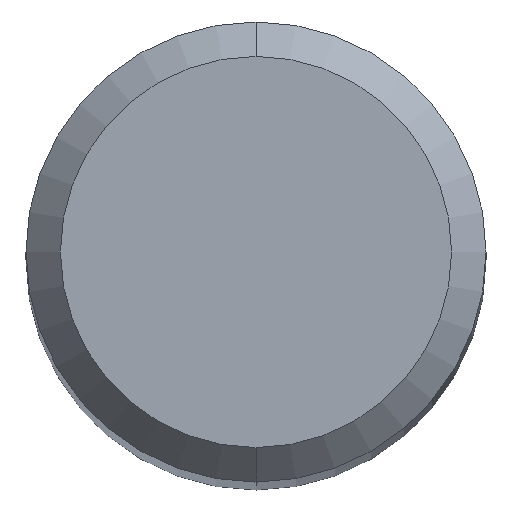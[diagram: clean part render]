
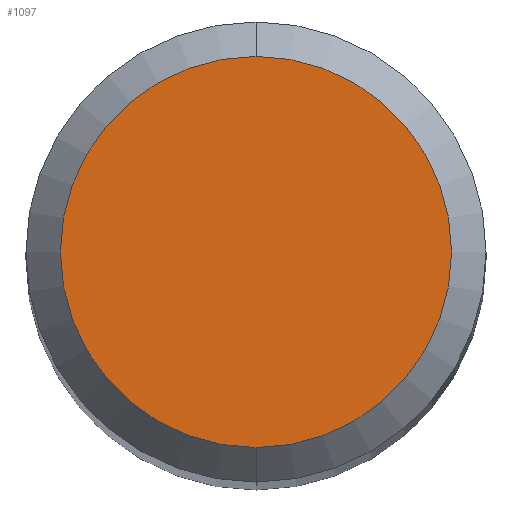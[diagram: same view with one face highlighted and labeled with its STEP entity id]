
A CAD part, top view. The second image highlights one B-rep face of the part: STEP entity #1097.
In plain terms, the highlighted planar face has unit normal (0, 0, 1).
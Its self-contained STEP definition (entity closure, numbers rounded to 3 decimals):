
#765=VERTEX_POINT('',#1605);
#777=VERTEX_POINT('',#1617);
#871=EDGE_CURVE('',#777,#765,#1718,.T.);
#1025=EDGE_CURVE('',#765,#777,#1885,.T.);
#1097=ADVANCED_FACE('',(#1961),#1962,.T.);
#1605=CARTESIAN_POINT('',(0.,-1.7,0.0));
#1617=CARTESIAN_POINT('',(0.0,1.7,0.0));
#1718=CIRCLE('',#4255,1.7);
#1885=CIRCLE('',#4797,1.7);
#1961=FACE_OUTER_BOUND('',#5048,.T.);
#1962=PLANE('',#5049);
#4255=AXIS2_PLACEMENT_3D('',#6040,#6041,#6042);
#4797=AXIS2_PLACEMENT_3D('',#6208,#6209,#6210);
#5048=EDGE_LOOP('',(#6269,#6270));
#5049=AXIS2_PLACEMENT_3D('',#6271,#6272,#6273);
#6040=CARTESIAN_POINT('',(0.0,0.0,0.0));
#6041=DIRECTION('',(0.0,0.0,-1.0));
#6042=DIRECTION('',(0.0,1.0,0.0));
#6208=CARTESIAN_POINT('',(0.0,0.0,0.0));
#6209=DIRECTION('',(0.0,0.0,-1.0));
#6210=DIRECTION('',(0.0,1.0,0.0));
#6269=ORIENTED_EDGE('',*,*,#871,.F.);
#6270=ORIENTED_EDGE('',*,*,#1025,.F.);
#6271=CARTESIAN_POINT('',(0.0,0.85,0.0));
#6272=DIRECTION('',(-0.0,0.0,1.0));
#6273=DIRECTION('',(0.0,-1.0,0.0));
